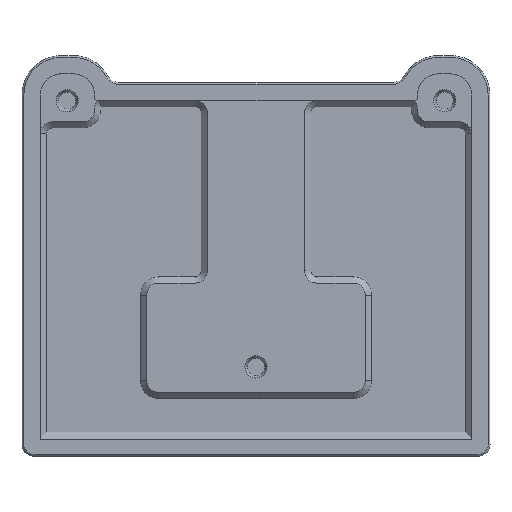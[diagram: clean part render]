
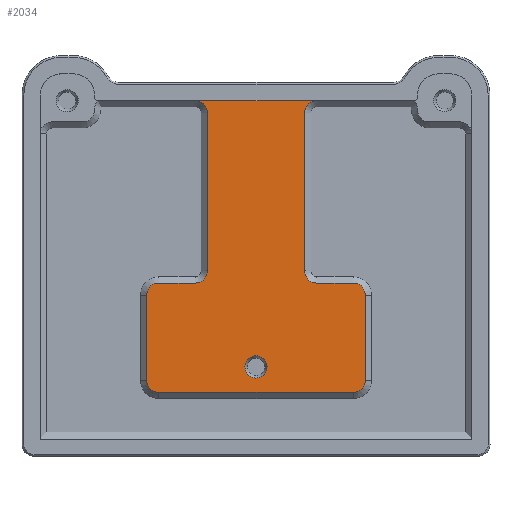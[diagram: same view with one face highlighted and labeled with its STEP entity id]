
A CAD part, top view. The second image highlights one B-rep face of the part: STEP entity #2034.
In plain terms, the highlighted planar face has unit normal (0, 0, 1).
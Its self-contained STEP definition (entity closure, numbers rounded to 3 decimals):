
#20=FACE_BOUND('',#293,.T.);
#75=PLANE('',#2217);
#164=FACE_OUTER_BOUND('',#292,.T.);
#292=EDGE_LOOP('',(#1576,#1577,#1578,#1579,#1580,#1581,#1582,#1583,#1584,
#1585,#1586,#1587,#1588,#1589,#1590,#1591));
#293=EDGE_LOOP('',(#1592));
#418=CIRCLE('',#2213,1.825);
#421=CIRCLE('',#2218,2.);
#422=CIRCLE('',#2219,2.);
#423=CIRCLE('',#2220,2.);
#424=CIRCLE('',#2221,2.);
#425=CIRCLE('',#2222,2.);
#426=CIRCLE('',#2223,2.);
#427=CIRCLE('',#2224,2.);
#428=CIRCLE('',#2225,2.);
#551=LINE('',#3278,#751);
#552=LINE('',#3282,#752);
#553=LINE('',#3286,#753);
#554=LINE('',#3290,#754);
#555=LINE('',#3294,#755);
#556=LINE('',#3298,#756);
#557=LINE('',#3302,#757);
#558=LINE('',#3305,#758);
#751=VECTOR('',#2612,10.);
#752=VECTOR('',#2615,10.);
#753=VECTOR('',#2618,10.);
#754=VECTOR('',#2621,10.);
#755=VECTOR('',#2624,10.);
#756=VECTOR('',#2627,10.);
#757=VECTOR('',#2630,10.);
#758=VECTOR('',#2633,10.);
#947=VERTEX_POINT('',#3264);
#950=VERTEX_POINT('',#3274);
#951=VERTEX_POINT('',#3275);
#952=VERTEX_POINT('',#3277);
#953=VERTEX_POINT('',#3279);
#954=VERTEX_POINT('',#3281);
#955=VERTEX_POINT('',#3283);
#956=VERTEX_POINT('',#3285);
#957=VERTEX_POINT('',#3287);
#958=VERTEX_POINT('',#3289);
#959=VERTEX_POINT('',#3291);
#960=VERTEX_POINT('',#3293);
#961=VERTEX_POINT('',#3295);
#962=VERTEX_POINT('',#3297);
#963=VERTEX_POINT('',#3299);
#964=VERTEX_POINT('',#3301);
#965=VERTEX_POINT('',#3303);
#1169=EDGE_CURVE('',#947,#947,#418,.T.);
#1174=EDGE_CURVE('',#950,#951,#421,.T.);
#1175=EDGE_CURVE('',#950,#952,#551,.T.);
#1176=EDGE_CURVE('',#953,#952,#422,.T.);
#1177=EDGE_CURVE('',#953,#954,#552,.T.);
#1178=EDGE_CURVE('',#955,#954,#423,.T.);
#1179=EDGE_CURVE('',#955,#956,#553,.T.);
#1180=EDGE_CURVE('',#957,#956,#424,.T.);
#1181=EDGE_CURVE('',#957,#958,#554,.T.);
#1182=EDGE_CURVE('',#959,#958,#425,.T.);
#1183=EDGE_CURVE('',#959,#960,#555,.T.);
#1184=EDGE_CURVE('',#961,#960,#426,.T.);
#1185=EDGE_CURVE('',#961,#962,#556,.T.);
#1186=EDGE_CURVE('',#963,#962,#427,.T.);
#1187=EDGE_CURVE('',#963,#964,#557,.T.);
#1188=EDGE_CURVE('',#965,#964,#428,.T.);
#1189=EDGE_CURVE('',#965,#951,#558,.T.);
#1576=ORIENTED_EDGE('',*,*,#1174,.F.);
#1577=ORIENTED_EDGE('',*,*,#1175,.T.);
#1578=ORIENTED_EDGE('',*,*,#1176,.F.);
#1579=ORIENTED_EDGE('',*,*,#1177,.T.);
#1580=ORIENTED_EDGE('',*,*,#1178,.F.);
#1581=ORIENTED_EDGE('',*,*,#1179,.T.);
#1582=ORIENTED_EDGE('',*,*,#1180,.F.);
#1583=ORIENTED_EDGE('',*,*,#1181,.T.);
#1584=ORIENTED_EDGE('',*,*,#1182,.F.);
#1585=ORIENTED_EDGE('',*,*,#1183,.T.);
#1586=ORIENTED_EDGE('',*,*,#1184,.F.);
#1587=ORIENTED_EDGE('',*,*,#1185,.T.);
#1588=ORIENTED_EDGE('',*,*,#1186,.F.);
#1589=ORIENTED_EDGE('',*,*,#1187,.T.);
#1590=ORIENTED_EDGE('',*,*,#1188,.F.);
#1591=ORIENTED_EDGE('',*,*,#1189,.T.);
#1592=ORIENTED_EDGE('',*,*,#1169,.F.);
#2034=ADVANCED_FACE('',(#164,#20),#75,.F.);
#2213=AXIS2_PLACEMENT_3D('',#3265,#2598,#2599);
#2217=AXIS2_PLACEMENT_3D('',#3273,#2608,#2609);
#2218=AXIS2_PLACEMENT_3D('',#3276,#2610,#2611);
#2219=AXIS2_PLACEMENT_3D('',#3280,#2613,#2614);
#2220=AXIS2_PLACEMENT_3D('',#3284,#2616,#2617);
#2221=AXIS2_PLACEMENT_3D('',#3288,#2619,#2620);
#2222=AXIS2_PLACEMENT_3D('',#3292,#2622,#2623);
#2223=AXIS2_PLACEMENT_3D('',#3296,#2625,#2626);
#2224=AXIS2_PLACEMENT_3D('',#3300,#2628,#2629);
#2225=AXIS2_PLACEMENT_3D('',#3304,#2631,#2632);
#2598=DIRECTION('center_axis',(0.,0.,1.));
#2599=DIRECTION('ref_axis',(-1.,0.,0.));
#2608=DIRECTION('center_axis',(0.,0.,-1.));
#2609=DIRECTION('ref_axis',(1.,0.,0.));
#2610=DIRECTION('center_axis',(0.,0.,-1.));
#2611=DIRECTION('ref_axis',(0.707,0.707,0.));
#2612=DIRECTION('',(-1.,0.,0.));
#2613=DIRECTION('center_axis',(0.,0.,1.));
#2614=DIRECTION('ref_axis',(-0.707,-0.707,0.));
#2615=DIRECTION('',(0.,1.,0.));
#2616=DIRECTION('center_axis',(0.,0.,1.));
#2617=DIRECTION('ref_axis',(-0.707,0.707,0.));
#2618=DIRECTION('',(-1.,0.,0.));
#2619=DIRECTION('center_axis',(0.,0.,1.));
#2620=DIRECTION('ref_axis',(0.707,0.707,0.));
#2621=DIRECTION('',(0.,-1.,0.));
#2622=DIRECTION('center_axis',(0.,0.,1.));
#2623=DIRECTION('ref_axis',(0.707,-0.707,0.));
#2624=DIRECTION('',(-1.,0.,0.));
#2625=DIRECTION('center_axis',(0.,0.,-1.));
#2626=DIRECTION('ref_axis',(-0.707,0.707,0.));
#2627=DIRECTION('',(0.,-1.,0.));
#2628=DIRECTION('center_axis',(0.,0.,-1.));
#2629=DIRECTION('ref_axis',(-0.707,-0.707,0.));
#2630=DIRECTION('',(1.,0.,0.));
#2631=DIRECTION('center_axis',(0.,0.,-1.));
#2632=DIRECTION('ref_axis',(0.707,-0.707,0.));
#2633=DIRECTION('',(0.,1.,0.));
#3264=CARTESIAN_POINT('',(154.15,-114.3,0.));
#3265=CARTESIAN_POINT('Origin',(152.325,-114.3,0.));
#3273=CARTESIAN_POINT('Origin',(152.325,-96.05,0.));
#3274=CARTESIAN_POINT('',(168.325,-100.5,0.));
#3275=CARTESIAN_POINT('',(170.325,-102.5,0.));
#3276=CARTESIAN_POINT('Origin',(168.325,-102.5,0.));
#3277=CARTESIAN_POINT('',(162.325,-100.5,0.));
#3278=CARTESIAN_POINT('',(161.325,-100.5,0.));
#3279=CARTESIAN_POINT('',(160.325,-98.5,0.));
#3280=CARTESIAN_POINT('Origin',(162.325,-98.5,0.));
#3281=CARTESIAN_POINT('',(160.325,-72.5,0.));
#3282=CARTESIAN_POINT('',(160.325,-98.275,0.));
#3283=CARTESIAN_POINT('',(162.325,-70.5,0.));
#3284=CARTESIAN_POINT('Origin',(162.325,-72.5,0.));
#3285=CARTESIAN_POINT('',(142.325,-70.5,0.));
#3286=CARTESIAN_POINT('',(139.3,-70.5,0.));
#3287=CARTESIAN_POINT('',(144.325,-72.5,0.));
#3288=CARTESIAN_POINT('Origin',(142.325,-72.5,0.));
#3289=CARTESIAN_POINT('',(144.325,-98.5,0.));
#3290=CARTESIAN_POINT('',(144.325,-83.275,0.));
#3291=CARTESIAN_POINT('',(142.325,-100.5,0.));
#3292=CARTESIAN_POINT('Origin',(142.325,-98.5,0.));
#3293=CARTESIAN_POINT('',(136.325,-100.5,0.));
#3294=CARTESIAN_POINT('',(148.325,-100.5,0.));
#3295=CARTESIAN_POINT('',(134.325,-102.5,0.));
#3296=CARTESIAN_POINT('Origin',(136.325,-102.5,0.));
#3297=CARTESIAN_POINT('',(134.325,-116.5,0.));
#3298=CARTESIAN_POINT('',(134.325,-98.275,0.));
#3299=CARTESIAN_POINT('',(136.325,-118.5,0.));
#3300=CARTESIAN_POINT('Origin',(136.325,-116.5,0.));
#3301=CARTESIAN_POINT('',(168.325,-118.5,0.));
#3302=CARTESIAN_POINT('',(143.325,-118.5,0.));
#3303=CARTESIAN_POINT('',(170.325,-116.5,0.));
#3304=CARTESIAN_POINT('Origin',(168.325,-116.5,0.));
#3305=CARTESIAN_POINT('',(170.325,-107.275,0.));
